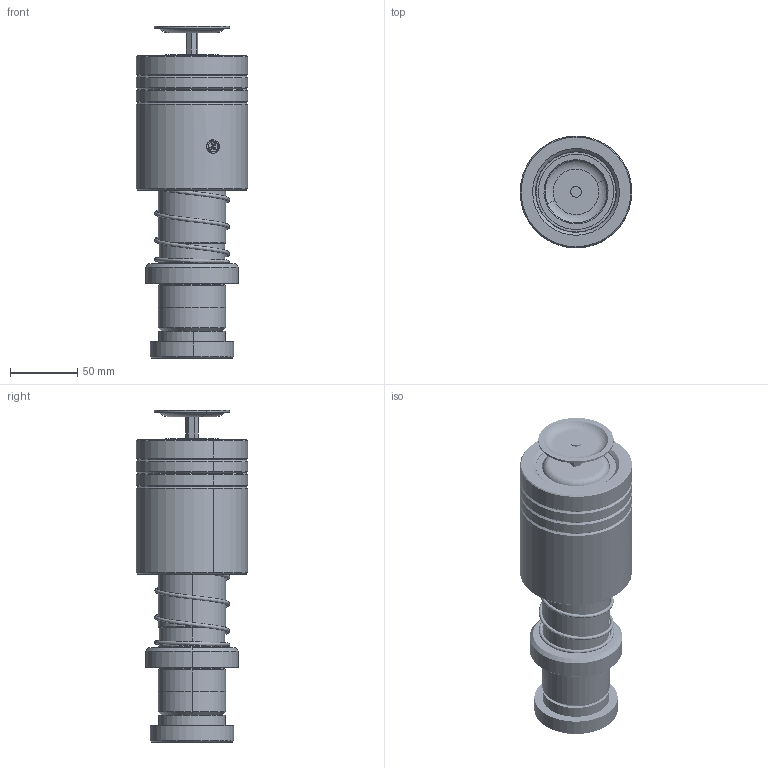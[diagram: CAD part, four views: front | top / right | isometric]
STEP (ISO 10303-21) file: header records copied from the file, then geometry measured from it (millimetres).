
FILE_DESCRIPTION (( 'STEP AP214' ), '1' );
FILE_NAME ('HMSH(HMJH)-D50-L170(BL-100).STEP', '2021-08-17T03:44:50', ( '' ), ( '' ), 'SwSTEP 2.0', 'SolidWorks 2016', '' );
FILE_SCHEMA (( 'AUTOMOTIVE_DESIGN' ));
Length unit declared in the file: millimetre
Products named in the file (265): BALL-D5; TBB-D83-d60-L100; GTM-56郪蚾; HWP-D55.7-50.5-L90; BSH-59.5-50.5-L90; BSH-D59.5-50.5-L90郪蚾; DRPM蹟簽D50; DRPM-D50-L170; GTM-56; HMSH(HMJH)-D50-L170(BL-100); GTM-3-縐种; GTM-M16蹟簽 -
Assembly tree (257 placements, depth 3):
  BALL-D5
  BALL-D5
  TBB-D83-d60-L100
  BALL-D5
  BALL-D5
Bounding box: 82.93 x 82.93 x 246.52 mm (x, y, z)
Volume: 788156.9 mm3; surface area: 189235.6 mm2
Topology: 250 solids, 250 shells, 1184 faces, 4871 edges, 3231 vertices
Faces by surface type: sphere 968, cylinder 68, plane 49, cone 46, torus 32, bspline 21
Entity records: 52112 total; most frequent: CARTESIAN_POINT 29529, ORIENTED_EDGE 3908, DIRECTION 3493, EDGE_CURVE 1954, AXIS2_PLACEMENT_3D 1657, VERTEX_POINT 1275, EDGE_LOOP 1201, B_SPLINE_CURVE_WITH_KNOTS 1044
